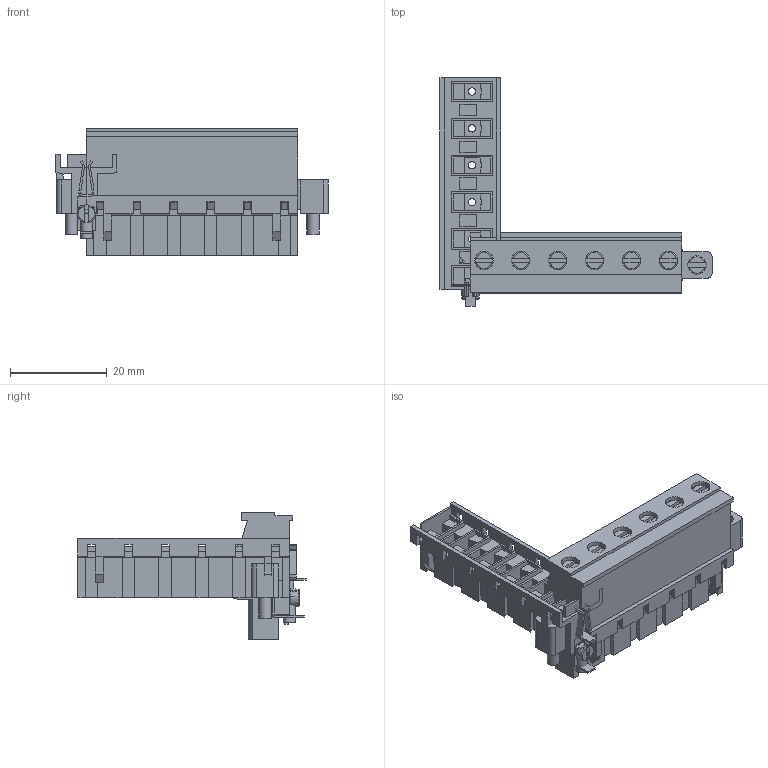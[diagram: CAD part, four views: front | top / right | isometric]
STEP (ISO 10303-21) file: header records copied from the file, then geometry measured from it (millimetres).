
FILE_DESCRIPTION( ( 'Unknown' ), '1' );
FILE_NAME( '691345410006.stp', 'Unknown', ( 'Unknown' ), ( 'Unknown' ), 'PSStep 14.0', 'Unknown', ' ' );
FILE_SCHEMA( ( 'AUTOMOTIVE_DESIGN { 1 0 10303 214 1 1 1 1 }' ) );
Length unit declared in the file: millimetre
Products named in the file (7): Assem1; vis cage; vis flange; Spring; cage; 691345410006_plastic top; 691345410006_plastic bottom
Bounding box: 56.2 x 47.15 x 26.2 mm (x, y, z)
Volume: 13184.8 mm3; surface area: 25962 mm2
Topology: 28 solids, 28 shells, 1881 faces, 5144 edges, 3359 vertices
Faces by surface type: plane 1560, cylinder 267, torus 30, cone 24
Full cylindrical faces by diameter (mm): 1.5 x12, 2.459 x7, 2.5 x3, 2.6 x12, 2.7 x4, 3 x19, 3.7 x7, 3.8 x19
Entity records: 29266 total; most frequent: CARTESIAN_POINT 4147, ORIENTED_EDGE 4008, DIRECTION 3714, EDGE_CURVE 2004, LINE 1808, VECTOR 1808, VERTEX_POINT 1338, AXIS2_PLACEMENT_3D 953
